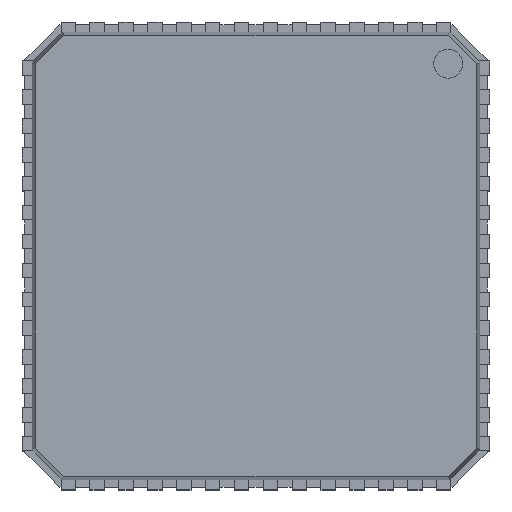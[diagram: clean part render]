
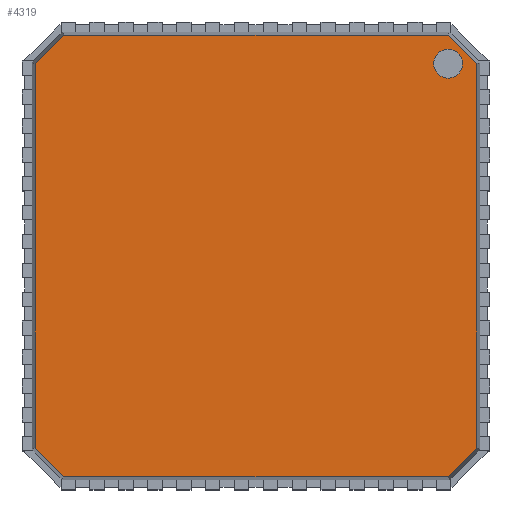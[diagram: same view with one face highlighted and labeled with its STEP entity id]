
A CAD part, top view. The second image highlights one B-rep face of the part: STEP entity #4319.
In plain terms, the highlighted planar face has unit normal (0, 0, 1).
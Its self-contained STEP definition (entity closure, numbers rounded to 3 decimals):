
#4319=ADVANCED_FACE('',(#7666,#7668),#7670,.T.);
#7666=FACE_BOUND('',#7667,.T.);
#7667=EDGE_LOOP('',(#10515,#10516,#10517,#10518,#10519,#10520,#10521,#10522));
#7668=FACE_BOUND('',#7669,.T.);
#7669=EDGE_LOOP('',(#10523));
#7670=PLANE('',#7671);
#7671=AXIS2_PLACEMENT_3D('',#7672,#7673,#7674);
#7672=CARTESIAN_POINT('',(0.,0.,0.85));
#7673=DIRECTION('',(0.,0.,1.));
#7674=DIRECTION('',(-1.,0.,0.));
#10515=ORIENTED_EDGE('',*,*,#11940,.T.);
#10516=ORIENTED_EDGE('',*,*,#11938,.T.);
#10517=ORIENTED_EDGE('',*,*,#11936,.T.);
#10518=ORIENTED_EDGE('',*,*,#11934,.T.);
#10519=ORIENTED_EDGE('',*,*,#11932,.T.);
#10520=ORIENTED_EDGE('',*,*,#11928,.T.);
#10521=ORIENTED_EDGE('',*,*,#11931,.T.);
#10522=ORIENTED_EDGE('',*,*,#11942,.T.);
#10523=ORIENTED_EDGE('',*,*,#11943,.T.);
#11928=EDGE_CURVE('',#14283,#14281,#14284,.T.);
#11931=EDGE_CURVE('',#14281,#14286,#14288,.T.);
#11932=EDGE_CURVE('',#14289,#14283,#14290,.T.);
#11934=EDGE_CURVE('',#14292,#14289,#14293,.T.);
#11936=EDGE_CURVE('',#14295,#14292,#14296,.T.);
#11938=EDGE_CURVE('',#14298,#14295,#14299,.T.);
#11940=EDGE_CURVE('',#14301,#14298,#14302,.T.);
#11942=EDGE_CURVE('',#14286,#14301,#14304,.T.);
#11943=EDGE_CURVE('',#14305,#14305,#14306,.F.);
#14281=VERTEX_POINT('',#19557);
#14283=VERTEX_POINT('',#19561);
#14284=LINE('',#19562,#19563);
#14286=VERTEX_POINT('',#19568);
#14288=LINE('',#19572,#19573);
#14289=VERTEX_POINT('',#19575);
#14290=LINE('',#19576,#19577);
#14292=VERTEX_POINT('',#19582);
#14293=LINE('',#19583,#19584);
#14295=VERTEX_POINT('',#19589);
#14296=LINE('',#19590,#19591);
#14298=VERTEX_POINT('',#19596);
#14299=LINE('',#19597,#19598);
#14301=VERTEX_POINT('',#19603);
#14302=LINE('',#19604,#19605);
#14304=LINE('',#19610,#19611);
#14305=VERTEX_POINT('',#19613);
#14306=CIRCLE('',#19614,0.25);
#19557=CARTESIAN_POINT('',(-3.823,3.326,0.85));
#19561=CARTESIAN_POINT('',(-3.326,3.823,0.85));
#19562=CARTESIAN_POINT('',(-3.326,3.823,0.85));
#19563=VECTOR('',#19564,1.);
#19564=DIRECTION('',(-0.707,-0.707,0.));
#19568=CARTESIAN_POINT('',(-3.823,-3.326,0.85));
#19572=CARTESIAN_POINT('',(-3.823,3.326,0.85));
#19573=VECTOR('',#19574,1.);
#19574=DIRECTION('',(0.,-1.,0.));
#19575=CARTESIAN_POINT('',(3.326,3.823,0.85));
#19576=CARTESIAN_POINT('',(3.326,3.823,0.85));
#19577=VECTOR('',#19578,1.);
#19578=DIRECTION('',(-1.,0.,0.));
#19582=CARTESIAN_POINT('',(3.823,3.326,0.85));
#19583=CARTESIAN_POINT('',(3.823,3.326,0.85));
#19584=VECTOR('',#19585,1.);
#19585=DIRECTION('',(-0.707,0.707,0.));
#19589=CARTESIAN_POINT('',(3.823,-3.326,0.85));
#19590=CARTESIAN_POINT('',(3.823,-3.326,0.85));
#19591=VECTOR('',#19592,1.);
#19592=DIRECTION('',(0.,1.,0.));
#19596=CARTESIAN_POINT('',(3.326,-3.823,0.85));
#19597=CARTESIAN_POINT('',(3.326,-3.823,0.85));
#19598=VECTOR('',#19599,1.);
#19599=DIRECTION('',(0.707,0.707,0.));
#19603=CARTESIAN_POINT('',(-3.326,-3.823,0.85));
#19604=CARTESIAN_POINT('',(-3.326,-3.823,0.85));
#19605=VECTOR('',#19606,1.);
#19606=DIRECTION('',(1.,0.,0.));
#19610=CARTESIAN_POINT('',(-3.823,-3.326,0.85));
#19611=VECTOR('',#19612,1.);
#19612=DIRECTION('',(0.707,-0.707,0.));
#19613=CARTESIAN_POINT('',(3.326,3.076,0.85));
#19614=AXIS2_PLACEMENT_3D('',#19615,#19616,#19617);
#19615=CARTESIAN_POINT('',(3.326,3.326,0.85));
#19616=DIRECTION('',(0.,0.,1.));
#19617=DIRECTION('',(0.,-1.,0.));
